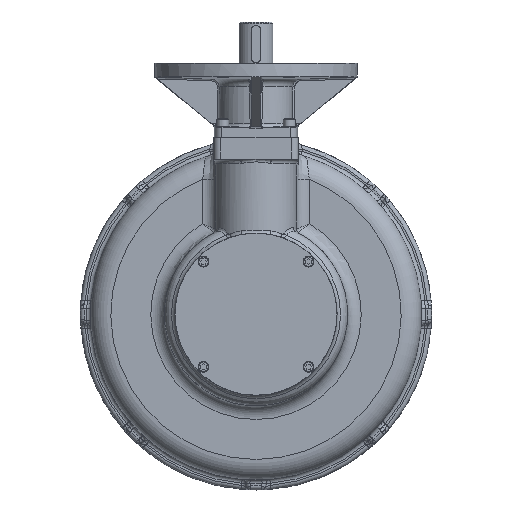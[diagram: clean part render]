
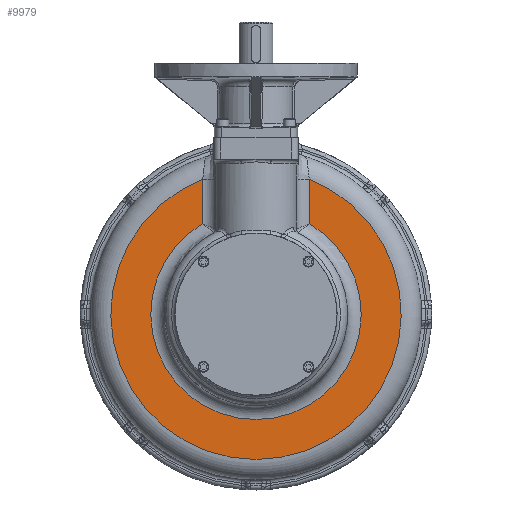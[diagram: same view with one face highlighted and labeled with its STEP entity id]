
A CAD part, top view. The second image highlights one B-rep face of the part: STEP entity #9979.
In plain terms, the highlighted planar face has unit normal (0, 0, 1).
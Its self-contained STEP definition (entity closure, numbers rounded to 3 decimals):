
#819=PLANE('',#15122);
#1349=LINE('',#32992,#1882);
#1352=LINE('',#33000,#1885);
#1882=VECTOR('',#17955,1000.);
#1885=VECTOR('',#17966,1000.);
#4467=ORIENTED_EDGE('',*,*,#6073,.T.);
#4468=ORIENTED_EDGE('',*,*,#6071,.T.);
#4469=ORIENTED_EDGE('',*,*,#6081,.T.);
#4470=ORIENTED_EDGE('',*,*,#6076,.T.);
#6071=EDGE_CURVE('',#7040,#7042,#1349,.F.);
#6073=EDGE_CURVE('',#7015,#7040,#7642,.T.);
#6076=EDGE_CURVE('',#7045,#7015,#1352,.T.);
#6081=EDGE_CURVE('',#7042,#7045,#7645,.F.);
#7015=VERTEX_POINT('',#32153);
#7040=VERTEX_POINT('',#32786);
#7042=VERTEX_POINT('',#32983);
#7045=VERTEX_POINT('',#33001);
#7642=CIRCLE('',#15114,155.789);
#7645=CIRCLE('',#15119,215.);
#8414=EDGE_LOOP('',(#4467,#4468,#4469,#4470));
#9200=FACE_BOUND('',#8414,.T.);
#9979=ADVANCED_FACE('',(#9200),#819,.F.);
#15114=AXIS2_PLACEMENT_3D('',#32995,#17959,#17960);
#15119=AXIS2_PLACEMENT_3D('',#33190,#17971,#17972);
#15122=AXIS2_PLACEMENT_3D('',#33195,#17979,#17980);
#17955=DIRECTION('',(0.,-1.,0.));
#17959=DIRECTION('',(0.,0.,-1.));
#17960=DIRECTION('',(1.,0.,0.));
#17966=DIRECTION('',(0.,-1.,0.));
#17971=DIRECTION('',(0.,0.,-1.));
#17972=DIRECTION('',(1.,0.,0.));
#17979=DIRECTION('',(0.,0.,-1.));
#17980=DIRECTION('',(1.,0.,0.));
#32153=CARTESIAN_POINT('',(79.26,-102.355,-3.3));
#32786=CARTESIAN_POINT('',(-79.26,-102.355,-3.3));
#32983=CARTESIAN_POINT('',(-79.26,-36.618,-3.3));
#32992=CARTESIAN_POINT('',(-79.26,-30.31,-3.3));
#32995=CARTESIAN_POINT('',(0.,-236.475,-3.3));
#33000=CARTESIAN_POINT('',(79.26,-114.391,-3.3));
#33001=CARTESIAN_POINT('',(79.26,-36.618,-3.3));
#33190=CARTESIAN_POINT('',(0.,-236.475,-3.3));
#33195=CARTESIAN_POINT('',(0.,-236.475,-3.3));
